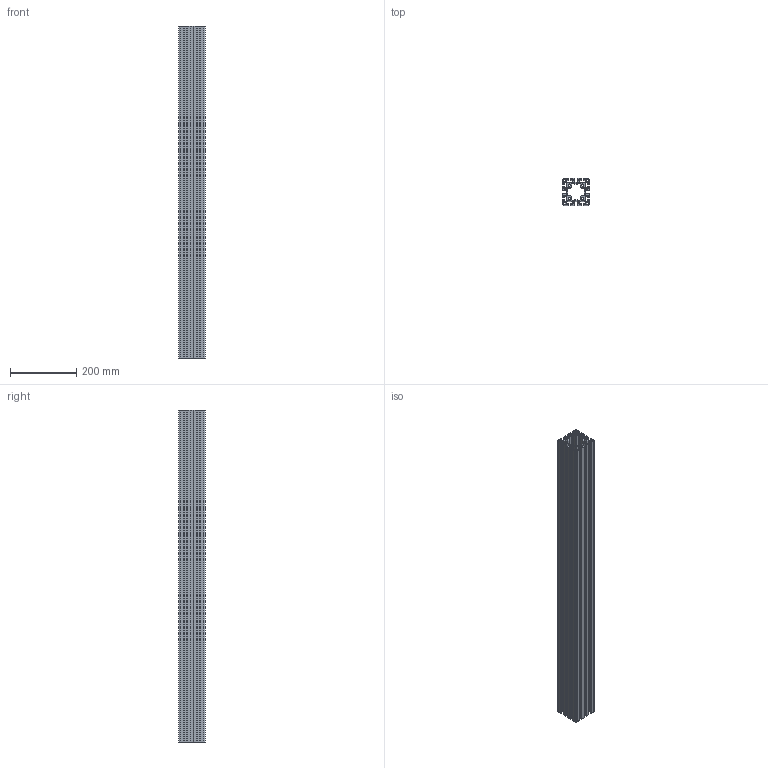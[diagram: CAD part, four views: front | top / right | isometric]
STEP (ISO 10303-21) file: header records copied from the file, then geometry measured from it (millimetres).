
FILE_DESCRIPTION(/* description */ ('KriTec Profil 8/ 8 80x80 leicht'),/* implementation_level */ '2;1');
FILE_NAME(/* name */ '10443_KriTec_Profil_8_80x80_leicht_8+4_Nuten.stp',/* time_stamp */ '2019-12-13T16:08:28+01:00',/* author */ ('Nell'),/* organization */ (''),/* preprocessor_version */ 'ST-DEVELOPER v17',/* originating_system */ 'Autodesk Inventor 2018',/* authorisation */ '');
FILE_SCHEMA (('AUTOMOTIVE_DESIGN { 1 0 10303 214 3 1 1 }'));
Length unit declared in the file: millimetre
Products named in the file (1): 10443 -1000
Bounding box: 80 x 80 x 1000 mm (x, y, z)
Volume: 2117297.8 mm3; surface area: 1208887.4 mm2
Topology: 1 solids, 1 shells, 416 faces, 1242 edges, 828 vertices
Faces by surface type: cylinder 224, plane 192
Full cylindrical faces by diameter (mm): 6.8 x4
Entity records: 14209 total; most frequent: DIRECTION 2524, CARTESIAN_POINT 2487, ORIENTED_EDGE 2484, EDGE_CURVE 1242, AXIS2_PLACEMENT_3D 865, VERTEX_POINT 828, LINE 794, VECTOR 794
